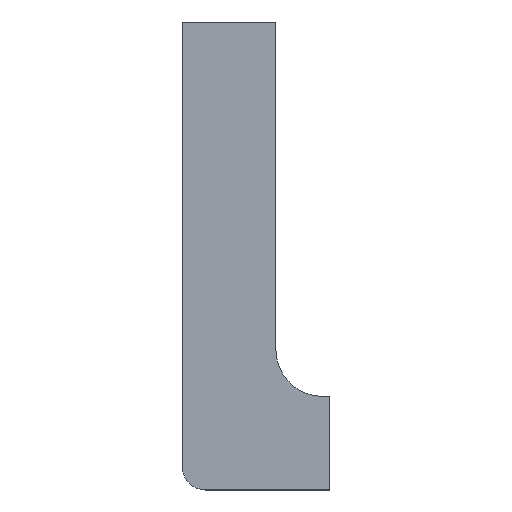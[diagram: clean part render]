
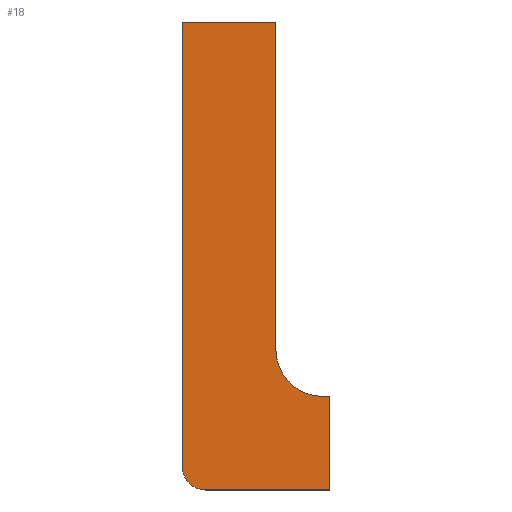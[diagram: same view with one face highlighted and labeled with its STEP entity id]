
A CAD part, top view. The second image highlights one B-rep face of the part: STEP entity #18.
In plain terms, the highlighted planar face has unit normal (0, 0, 1).
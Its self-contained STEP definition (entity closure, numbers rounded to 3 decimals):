
#8 = LINE ( 'NONE', #239, #245 ) ;
#10 = DIRECTION ( 'NONE',  ( -1., 0., 0. ) ) ;
#11 = DIRECTION ( 'NONE',  ( -1., 0., 0. ) ) ;
#15 = ORIENTED_EDGE ( 'NONE', *, *, #273, .T. ) ;
#18 = ADVANCED_FACE ( 'NONE', ( #65 ), #276, .F. ) ;
#22 = VERTEX_POINT ( 'NONE', #127 ) ;
#26 = DIRECTION ( 'NONE',  ( 1., 0., 0. ) ) ;
#36 = DIRECTION ( 'NONE',  ( 0., -1., 0. ) ) ;
#38 = CARTESIAN_POINT ( 'NONE',  ( 0., 0., 0.5 ) ) ;
#47 = AXIS2_PLACEMENT_3D ( 'NONE', #175, #150, #204 ) ;
#49 = ORIENTED_EDGE ( 'NONE', *, *, #307, .T. ) ;
#54 = CARTESIAN_POINT ( 'NONE',  ( -1.5, 30., 0.5 ) ) ;
#57 = CARTESIAN_POINT ( 'NONE',  ( -31.5, 100., 0.5 ) ) ;
#59 = EDGE_CURVE ( 'NONE', #96, #211, #138, .T. ) ;
#62 = EDGE_CURVE ( 'NONE', #22, #234, #189, .T. ) ;
#65 = FACE_OUTER_BOUND ( 'NONE', #310, .T. ) ;
#67 = AXIS2_PLACEMENT_3D ( 'NONE', #54, #166, #157 ) ;
#68 = CARTESIAN_POINT ( 'NONE',  ( 0., 0., 0.5 ) ) ;
#77 = VERTEX_POINT ( 'NONE', #57 ) ;
#90 = CARTESIAN_POINT ( 'NONE',  ( 0., 20., 0.5 ) ) ;
#96 = VERTEX_POINT ( 'NONE', #220 ) ;
#119 = CARTESIAN_POINT ( 'NONE',  ( -11.5, 100., 0.5 ) ) ;
#123 = ORIENTED_EDGE ( 'NONE', *, *, #335, .T. ) ;
#127 = CARTESIAN_POINT ( 'NONE',  ( -26.5, 0., 0.5 ) ) ;
#134 = CARTESIAN_POINT ( 'NONE',  ( -31.5, 5., 0.5 ) ) ;
#138 = CIRCLE ( 'NONE', #67, 10. ) ;
#142 = CARTESIAN_POINT ( 'NONE',  ( 0., 20., 0.5 ) ) ;
#150 = DIRECTION ( 'NONE',  ( 0., 0., 1. ) ) ;
#151 = VERTEX_POINT ( 'NONE', #142 ) ;
#153 = ORIENTED_EDGE ( 'NONE', *, *, #62, .T. ) ;
#157 = DIRECTION ( 'NONE',  ( -1., 0., 0. ) ) ;
#159 = DIRECTION ( 'NONE',  ( -1., 0., 0. ) ) ;
#165 = DIRECTION ( 'NONE',  ( 0., 1., 0. ) ) ;
#166 = DIRECTION ( 'NONE',  ( 0., 0., -1. ) ) ;
#174 = VERTEX_POINT ( 'NONE', #292 ) ;
#175 = CARTESIAN_POINT ( 'NONE',  ( -26.5, 5., 0.5 ) ) ;
#178 = EDGE_CURVE ( 'NONE', #211, #174, #180, .T. ) ;
#180 = LINE ( 'NONE', #119, #227 ) ;
#188 = ORIENTED_EDGE ( 'NONE', *, *, #59, .T. ) ;
#189 = LINE ( 'NONE', #263, #337 ) ;
#190 = CARTESIAN_POINT ( 'NONE',  ( -31.5, 0., 0.5 ) ) ;
#194 = EDGE_CURVE ( 'NONE', #284, #22, #199, .T. ) ;
#199 = CIRCLE ( 'NONE', #47, 5. ) ;
#204 = DIRECTION ( 'NONE',  ( -1., 0., 0. ) ) ;
#211 = VERTEX_POINT ( 'NONE', #288 ) ;
#212 = ORIENTED_EDGE ( 'NONE', *, *, #330, .T. ) ;
#213 = VECTOR ( 'NONE', #165, 1000. ) ;
#215 = LINE ( 'NONE', #271, #332 ) ;
#220 = CARTESIAN_POINT ( 'NONE',  ( -1.5, 20., 0.5 ) ) ;
#227 = VECTOR ( 'NONE', #311, 1000. ) ;
#228 = VECTOR ( 'NONE', #36, 1000. ) ;
#234 = VERTEX_POINT ( 'NONE', #68 ) ;
#239 = CARTESIAN_POINT ( 'NONE',  ( -31.5, 100., 0.5 ) ) ;
#245 = VECTOR ( 'NONE', #10, 1000. ) ;
#249 = DIRECTION ( 'NONE',  ( 0., 0., -1. ) ) ;
#263 = CARTESIAN_POINT ( 'NONE',  ( 0., 0., 0.5 ) ) ;
#271 = CARTESIAN_POINT ( 'NONE',  ( -11.5, 20., 0.5 ) ) ;
#273 = EDGE_CURVE ( 'NONE', #234, #151, #285, .T. ) ;
#276 = PLANE ( 'NONE',  #281 ) ;
#281 = AXIS2_PLACEMENT_3D ( 'NONE', #38, #249, #11 ) ;
#284 = VERTEX_POINT ( 'NONE', #134 ) ;
#285 = LINE ( 'NONE', #90, #213 ) ;
#288 = CARTESIAN_POINT ( 'NONE',  ( -11.5, 30., 0.5 ) ) ;
#292 = CARTESIAN_POINT ( 'NONE',  ( -11.5, 100., 0.5 ) ) ;
#297 = ORIENTED_EDGE ( 'NONE', *, *, #194, .T. ) ;
#300 = LINE ( 'NONE', #190, #228 ) ;
#307 = EDGE_CURVE ( 'NONE', #151, #96, #215, .T. ) ;
#310 = EDGE_LOOP ( 'NONE', ( #123, #297, #153, #15, #49, #188, #318, #212 ) ) ;
#311 = DIRECTION ( 'NONE',  ( 0., 1., 0. ) ) ;
#318 = ORIENTED_EDGE ( 'NONE', *, *, #178, .T. ) ;
#330 = EDGE_CURVE ( 'NONE', #174, #77, #8, .T. ) ;
#332 = VECTOR ( 'NONE', #159, 1000. ) ;
#335 = EDGE_CURVE ( 'NONE', #77, #284, #300, .T. ) ;
#337 = VECTOR ( 'NONE', #26, 1000. ) ;
